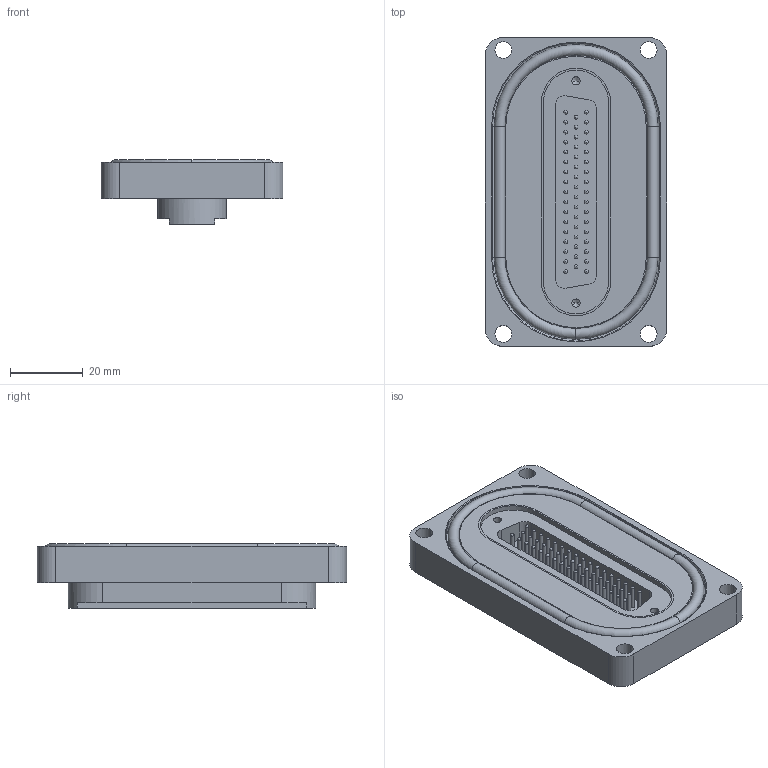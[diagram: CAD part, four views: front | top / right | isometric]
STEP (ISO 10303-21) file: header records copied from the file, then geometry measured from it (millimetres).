
FILE_DESCRIPTION (( 'STEP AP214' ), '1' );
FILE_NAME ('215-BP-D50.STEP', '2019-06-25T09:20:09', ( 'allectra' ), ( 'Microsoft' ), 'SwSTEP 2.0', 'SolidWorks 2014', '' );
FILE_SCHEMA (( 'AUTOMOTIVE_DESIGN' ));
Length unit declared in the file: millimetre
Products named in the file (6): 370-VIT-61X3_BP-Flange; 9215-BP-1_9215-BP-D50; 215-BP-D50; 218-D50-SS_218-D50-SS; 9210-PIN-FENI_Pin vergoldet; 9218-D50-SS_50pin 1mm beschr. allectra
Assembly tree (54 placements, depth 3):
  215-BP-D50
    9215-BP-1_9215-BP-D50
    218-D50-SS_218-D50-SS
      9218-D50-SS_50pin 1mm beschr. allectra
      9210-PIN-FENI_Pin vergoldet  x50
    370-VIT-61X3_BP-Flange
Bounding box: 50 x 85 x 17.73 mm (x, y, z)
Volume: 40755.6 mm3; surface area: 23379.2 mm2
Topology: 53 solids, 53 shells, 601 faces, 1687 edges, 1108 vertices
Faces by surface type: cylinder 294, plane 158, sphere 100, bspline 27, torus 14, cone 8
Entity records: 15249 total; most frequent: CARTESIAN_POINT 4031, DIRECTION 2315, ORIENTED_EDGE 2170, EDGE_CURVE 1085, AXIS2_PLACEMENT_3D 848, VERTEX_POINT 712, VECTOR 619, LINE 619
